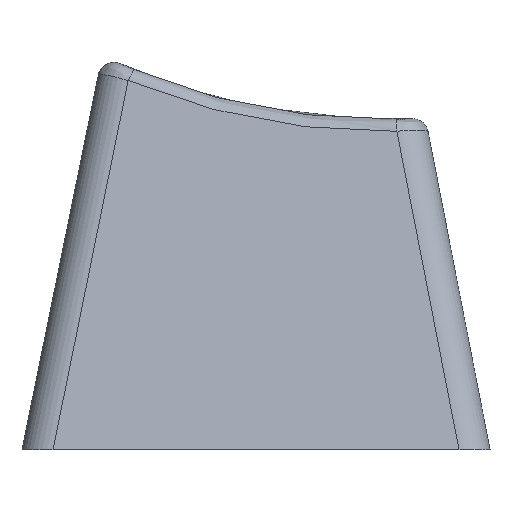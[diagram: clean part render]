
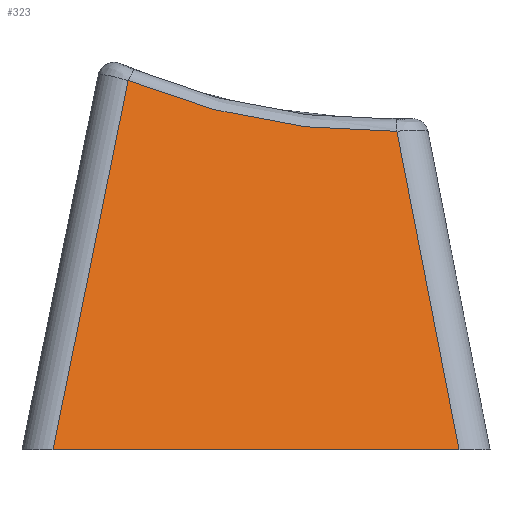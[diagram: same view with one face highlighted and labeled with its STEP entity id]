
A CAD part, left-side view. The second image highlights one B-rep face of the part: STEP entity #323.
In plain terms, the highlighted planar face has unit normal (-0.97, 0, 0.241).
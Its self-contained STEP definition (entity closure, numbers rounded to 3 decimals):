
#271=CARTESIAN_POINT('',(33.496,37.35,2.145));
#272=DIRECTION('',(-0.97,0.,0.242));
#273=DIRECTION('',(0.242,0.,0.97));
#274=AXIS2_PLACEMENT_3D('',#271,#272,#273);
#275=PLANE('',#274);
#276=CARTESIAN_POINT('',(32.962,29.413,0.));
#277=VERTEX_POINT('',#276);
#278=CARTESIAN_POINT('',(36.061,31.841,12.447));
#279=VERTEX_POINT('',#278);
#280=CARTESIAN_POINT('',(32.962,29.415,0.));
#281=DIRECTION('',(0.237,0.186,0.953));
#282=VECTOR('',#281,13.054);
#283=LINE('',#280,#282);
#284=EDGE_CURVE('',#277,#279,#283,.T.);
#285=ORIENTED_EDGE('',*,*,#284,.T.);
#286=CARTESIAN_POINT('',(36.554,42.349,14.43));
#287=VERTEX_POINT('',#286);
#288=CARTESIAN_POINT('',(36.061,31.841,12.447));
#289=CARTESIAN_POINT('',(36.056,32.741,12.43));
#290=CARTESIAN_POINT('',(36.064,33.639,12.459));
#291=CARTESIAN_POINT('',(36.082,34.534,12.534));
#292=CARTESIAN_POINT('',(36.101,35.429,12.609));
#293=CARTESIAN_POINT('',(36.131,36.322,12.73));
#294=CARTESIAN_POINT('',(36.172,37.203,12.896));
#295=CARTESIAN_POINT('',(36.193,37.644,12.98));
#296=CARTESIAN_POINT('',(36.217,38.083,13.074));
#297=CARTESIAN_POINT('',(36.243,38.519,13.18));
#298=CARTESIAN_POINT('',(36.269,38.955,13.286));
#299=CARTESIAN_POINT('',(36.299,39.389,13.403));
#300=CARTESIAN_POINT('',(36.33,39.818,13.531));
#301=CARTESIAN_POINT('',(36.394,40.678,13.787));
#302=CARTESIAN_POINT('',(36.469,41.522,14.086));
#303=CARTESIAN_POINT('',(36.554,42.349,14.43));
#304=B_SPLINE_CURVE_WITH_KNOTS('',3,(#288,#289,#290,#291,#292,#293,#294,#295,#296,#297,#298,#299,#300,#301,#302,#303),.UNSPECIFIED.,.F.,.F.,(4,3,3,3,3,4),(0.,0.003,0.005,0.007,0.008,0.011),.UNSPECIFIED.);
#305=EDGE_CURVE('',#279,#287,#304,.T.);
#306=ORIENTED_EDGE('',*,*,#305,.T.);
#307=CARTESIAN_POINT('',(32.962,45.287,0.));
#308=VERTEX_POINT('',#307);
#309=CARTESIAN_POINT('',(36.554,42.349,14.43));
#310=DIRECTION('',(-0.237,0.194,-0.952));
#311=VECTOR('',#310,15.158);
#312=LINE('',#309,#311);
#313=EDGE_CURVE('',#287,#308,#312,.T.);
#314=ORIENTED_EDGE('',*,*,#313,.T.);
#315=CARTESIAN_POINT('',(32.962,45.287,0.));
#316=DIRECTION('',(-0.,-1.,-0.));
#317=VECTOR('',#316,15.874);
#318=LINE('',#315,#317);
#319=EDGE_CURVE('',#308,#277,#318,.T.);
#320=ORIENTED_EDGE('',*,*,#319,.T.);
#321=EDGE_LOOP('',(#285,#306,#314,#320));
#322=FACE_BOUND('',#321,.T.);
#323=ADVANCED_FACE('',(#322),#275,.T.);
